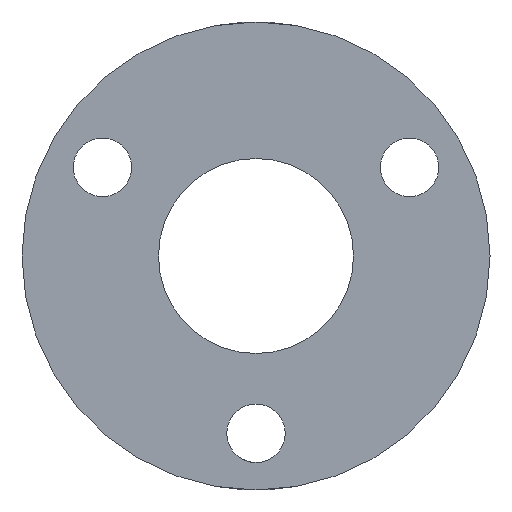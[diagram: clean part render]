
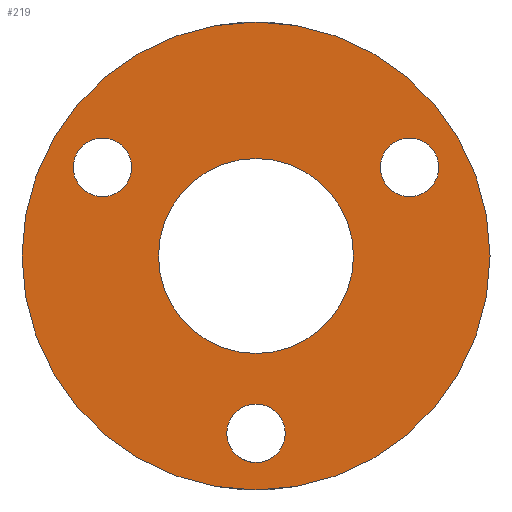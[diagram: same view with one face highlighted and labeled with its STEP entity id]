
A CAD part, front view. The second image highlights one B-rep face of the part: STEP entity #219.
In plain terms, the highlighted planar face has unit normal (0, -1, 0).
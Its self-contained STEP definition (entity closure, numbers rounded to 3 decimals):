
#22=FACE_BOUND('',#71,.T.);
#23=FACE_BOUND('',#72,.T.);
#24=FACE_BOUND('',#73,.T.);
#25=FACE_BOUND('',#74,.T.);
#33=PLANE('',#255);
#38=CIRCLE('',#244,11.);
#40=CIRCLE('',#247,3.3);
#42=CIRCLE('',#250,3.3);
#44=CIRCLE('',#253,3.3);
#45=CIRCLE('',#256,26.4);
#56=FACE_OUTER_BOUND('',#70,.T.);
#70=EDGE_LOOP('',(#183));
#71=EDGE_LOOP('',(#184));
#72=EDGE_LOOP('',(#185));
#73=EDGE_LOOP('',(#186));
#74=EDGE_LOOP('',(#187));
#112=VERTEX_POINT('',#441);
#114=VERTEX_POINT('',#447);
#116=VERTEX_POINT('',#453);
#118=VERTEX_POINT('',#459);
#121=VERTEX_POINT('',#503);
#133=EDGE_CURVE('',#112,#112,#38,.F.);
#136=EDGE_CURVE('',#114,#114,#40,.T.);
#139=EDGE_CURVE('',#116,#116,#42,.T.);
#142=EDGE_CURVE('',#118,#118,#44,.T.);
#146=EDGE_CURVE('',#121,#121,#45,.T.);
#183=ORIENTED_EDGE('',*,*,#146,.F.);
#184=ORIENTED_EDGE('',*,*,#133,.T.);
#185=ORIENTED_EDGE('',*,*,#136,.T.);
#186=ORIENTED_EDGE('',*,*,#139,.T.);
#187=ORIENTED_EDGE('',*,*,#142,.T.);
#219=ADVANCED_FACE('',(#56,#22,#23,#24,#25),#33,.F.);
#244=AXIS2_PLACEMENT_3D('',#443,#281,#282);
#247=AXIS2_PLACEMENT_3D('',#449,#288,#289);
#250=AXIS2_PLACEMENT_3D('',#455,#295,#296);
#253=AXIS2_PLACEMENT_3D('',#461,#302,#303);
#255=AXIS2_PLACEMENT_3D('',#502,#307,#308);
#256=AXIS2_PLACEMENT_3D('',#504,#309,#310);
#281=DIRECTION('center_axis',(0.,-1.,0.));
#282=DIRECTION('ref_axis',(1.,0.,0.));
#288=DIRECTION('center_axis',(0.,1.,0.));
#289=DIRECTION('ref_axis',(-1.,0.,0.));
#295=DIRECTION('center_axis',(0.,1.,0.));
#296=DIRECTION('ref_axis',(-1.,0.,0.));
#302=DIRECTION('center_axis',(0.,1.,0.));
#303=DIRECTION('ref_axis',(-1.,0.,0.));
#307=DIRECTION('center_axis',(0.,1.,0.));
#308=DIRECTION('ref_axis',(1.,0.,0.));
#309=DIRECTION('center_axis',(0.,1.,0.));
#310=DIRECTION('ref_axis',(1.,0.,0.));
#441=CARTESIAN_POINT('',(-1751.,1611.5,60.));
#443=CARTESIAN_POINT('Origin',(-1740.,1611.5,60.));
#447=CARTESIAN_POINT('',(-1736.7,1611.5,40.));
#449=CARTESIAN_POINT('Origin',(-1740.,1611.5,40.));
#453=CARTESIAN_POINT('',(-1719.379,1611.5,70.));
#455=CARTESIAN_POINT('Origin',(-1722.679,1611.5,70.));
#459=CARTESIAN_POINT('',(-1754.021,1611.5,70.));
#461=CARTESIAN_POINT('Origin',(-1757.321,1611.5,70.));
#502=CARTESIAN_POINT('Origin',(-1740.,1611.5,60.));
#503=CARTESIAN_POINT('',(-1766.4,1611.5,60.));
#504=CARTESIAN_POINT('Origin',(-1740.,1611.5,60.));
